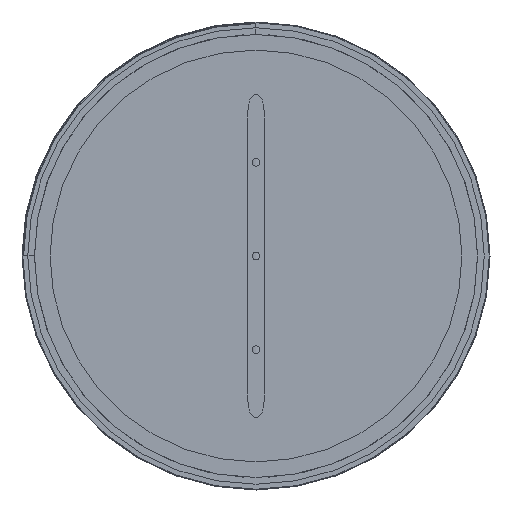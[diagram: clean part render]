
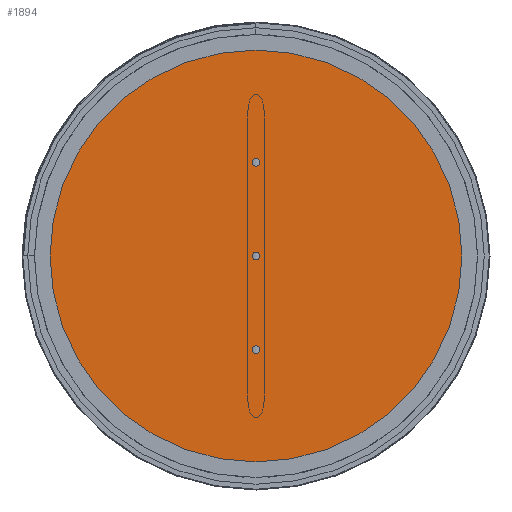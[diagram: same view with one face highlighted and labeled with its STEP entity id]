
A CAD part, front view. The second image highlights one B-rep face of the part: STEP entity #1894.
In plain terms, the highlighted planar face has unit normal (0, -1, 0).
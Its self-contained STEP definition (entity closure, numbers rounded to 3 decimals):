
#221 = VERTEX_POINT ( 'NONE', #680 ) ;
#297 = CARTESIAN_POINT ( 'NONE',  ( 0., 0., 0. ) ) ;
#299 = DIRECTION ( 'NONE',  ( 0., 1., 0. ) ) ;
#302 = DIRECTION ( 'NONE',  ( 0., 0., 1. ) ) ;
#319 = PLANE ( 'NONE',  #1837 ) ;
#565 = VERTEX_POINT ( 'NONE', #1231 ) ;
#660 = VERTEX_POINT ( 'NONE', #1302 ) ;
#680 = CARTESIAN_POINT ( 'NONE',  ( 0., 0., 132. ) ) ;
#854 = CARTESIAN_POINT ( 'NONE',  ( 0., 0., -2.5 ) ) ;
#904 = CARTESIAN_POINT ( 'NONE',  ( 0., 0., -132. ) ) ;
#988 = VERTEX_POINT ( 'NONE', #854 ) ;
#989 = VERTEX_POINT ( 'NONE', #904 ) ;
#1006 = VERTEX_POINT ( 'NONE', #1042 ) ;
#1042 = CARTESIAN_POINT ( 'NONE',  ( 0., 0., 57.5 ) ) ;
#1097 = CARTESIAN_POINT ( 'NONE',  ( 0., 0., 62.5 ) ) ;
#1143 = VERTEX_POINT ( 'NONE', #1416 ) ;
#1231 = CARTESIAN_POINT ( 'NONE',  ( 0., 0., 2.5 ) ) ;
#1302 = CARTESIAN_POINT ( 'NONE',  ( 0., 0., -57.5 ) ) ;
#1398 = VERTEX_POINT ( 'NONE', #1097 ) ;
#1416 = CARTESIAN_POINT ( 'NONE',  ( 0., 0., -62.5 ) ) ;
#1551 = AXIS2_PLACEMENT_3D ( 'NONE', #7003, #7004, #7005 ) ;
#1605 = AXIS2_PLACEMENT_3D ( 'NONE', #4670, #3312, #4616 ) ;
#1613 = AXIS2_PLACEMENT_3D ( 'NONE', #7031, #7037, #7035 ) ;
#1626 = AXIS2_PLACEMENT_3D ( 'NONE', #8272, #8274, #8273 ) ;
#1627 = AXIS2_PLACEMENT_3D ( 'NONE', #8281, #8297, #8296 ) ;
#1639 = AXIS2_PLACEMENT_3D ( 'NONE', #7927, #8088, #7837 ) ;
#1640 = AXIS2_PLACEMENT_3D ( 'NONE', #7926, #8069, #8096 ) ;
#1678 = AXIS2_PLACEMENT_3D ( 'NONE', #8280, #8275, #8295 ) ;
#1837 = AXIS2_PLACEMENT_3D ( 'NONE', #297, #299, #302 ) ;
#1894 = ADVANCED_FACE ( 'NONE', ( #2840, #2805, #2812, #2803 ), #319, .F. ) ;
#2395 = CIRCLE ( 'NONE', #1639, 2.5 ) ;
#2516 = CIRCLE ( 'NONE', #1640, 2.5 ) ;
#2803 = FACE_BOUND ( 'NONE', #7392, .T. ) ;
#2805 = FACE_OUTER_BOUND ( 'NONE', #7417, .T. ) ;
#2812 = FACE_BOUND ( 'NONE', #7408, .T. ) ;
#2840 = FACE_BOUND ( 'NONE', #3445, .T. ) ;
#3312 = DIRECTION ( 'NONE',  ( 0., 1., 0. ) ) ;
#3445 = EDGE_LOOP ( 'NONE', ( #6577, #6578 ) ) ;
#4616 = DIRECTION ( 'NONE',  ( 0., 0., 1. ) ) ;
#4670 = CARTESIAN_POINT ( 'NONE',  ( 0., 0., -60. ) ) ;
#4996 = EDGE_CURVE ( 'NONE', #660, #1143, #5411, .T. ) ;
#5025 = EDGE_CURVE ( 'NONE', #1398, #1006, #5453, .T. ) ;
#5067 = EDGE_CURVE ( 'NONE', #989, #221, #5597, .T. ) ;
#5299 = EDGE_CURVE ( 'NONE', #565, #988, #2395, .T. ) ;
#5304 = EDGE_CURVE ( 'NONE', #988, #565, #2516, .T. ) ;
#5325 = EDGE_CURVE ( 'NONE', #221, #989, #5795, .T. ) ;
#5326 = EDGE_CURVE ( 'NONE', #1143, #660, #5797, .T. ) ;
#5328 = EDGE_CURVE ( 'NONE', #1006, #1398, #5753, .T. ) ;
#5411 = CIRCLE ( 'NONE', #1605, 2.5 ) ;
#5453 = CIRCLE ( 'NONE', #1551, 2.5 ) ;
#5597 = CIRCLE ( 'NONE', #1613, 132. ) ;
#5753 = CIRCLE ( 'NONE', #1627, 2.5 ) ;
#5795 = CIRCLE ( 'NONE', #1626, 132. ) ;
#5797 = CIRCLE ( 'NONE', #1678, 2.5 ) ;
#6567 = ORIENTED_EDGE ( 'NONE', *, *, #5328, .T. ) ;
#6570 = ORIENTED_EDGE ( 'NONE', *, *, #5326, .T. ) ;
#6573 = ORIENTED_EDGE ( 'NONE', *, *, #5025, .T. ) ;
#6575 = ORIENTED_EDGE ( 'NONE', *, *, #4996, .T. ) ;
#6576 = ORIENTED_EDGE ( 'NONE', *, *, #5325, .F. ) ;
#6577 = ORIENTED_EDGE ( 'NONE', *, *, #5304, .T. ) ;
#6578 = ORIENTED_EDGE ( 'NONE', *, *, #5299, .T. ) ;
#6580 = ORIENTED_EDGE ( 'NONE', *, *, #5067, .F. ) ;
#7003 = CARTESIAN_POINT ( 'NONE',  ( 0., 0., 60. ) ) ;
#7004 = DIRECTION ( 'NONE',  ( 0., 1., 0. ) ) ;
#7005 = DIRECTION ( 'NONE',  ( 0., 0., 1. ) ) ;
#7031 = CARTESIAN_POINT ( 'NONE',  ( 0., 0., 0. ) ) ;
#7035 = DIRECTION ( 'NONE',  ( 0., 0., 1. ) ) ;
#7037 = DIRECTION ( 'NONE',  ( 0., 1., 0. ) ) ;
#7392 = EDGE_LOOP ( 'NONE', ( #6567, #6573 ) ) ;
#7408 = EDGE_LOOP ( 'NONE', ( #6570, #6575 ) ) ;
#7417 = EDGE_LOOP ( 'NONE', ( #6580, #6576 ) ) ;
#7837 = DIRECTION ( 'NONE',  ( 0., 0., 1. ) ) ;
#7926 = CARTESIAN_POINT ( 'NONE',  ( 0., 0., 0. ) ) ;
#7927 = CARTESIAN_POINT ( 'NONE',  ( 0., 0., 0. ) ) ;
#8069 = DIRECTION ( 'NONE',  ( 0., 1., 0. ) ) ;
#8088 = DIRECTION ( 'NONE',  ( 0., 1., 0. ) ) ;
#8096 = DIRECTION ( 'NONE',  ( 0., 0., 1. ) ) ;
#8272 = CARTESIAN_POINT ( 'NONE',  ( 0., 0., 0. ) ) ;
#8273 = DIRECTION ( 'NONE',  ( 0., 0., 1. ) ) ;
#8274 = DIRECTION ( 'NONE',  ( 0., 1., 0. ) ) ;
#8275 = DIRECTION ( 'NONE',  ( 0., 1., 0. ) ) ;
#8280 = CARTESIAN_POINT ( 'NONE',  ( 0., 0., -60. ) ) ;
#8281 = CARTESIAN_POINT ( 'NONE',  ( 0., 0., 60. ) ) ;
#8295 = DIRECTION ( 'NONE',  ( 0., 0., 1. ) ) ;
#8296 = DIRECTION ( 'NONE',  ( 0., 0., 1. ) ) ;
#8297 = DIRECTION ( 'NONE',  ( 0., 1., 0. ) ) ;
